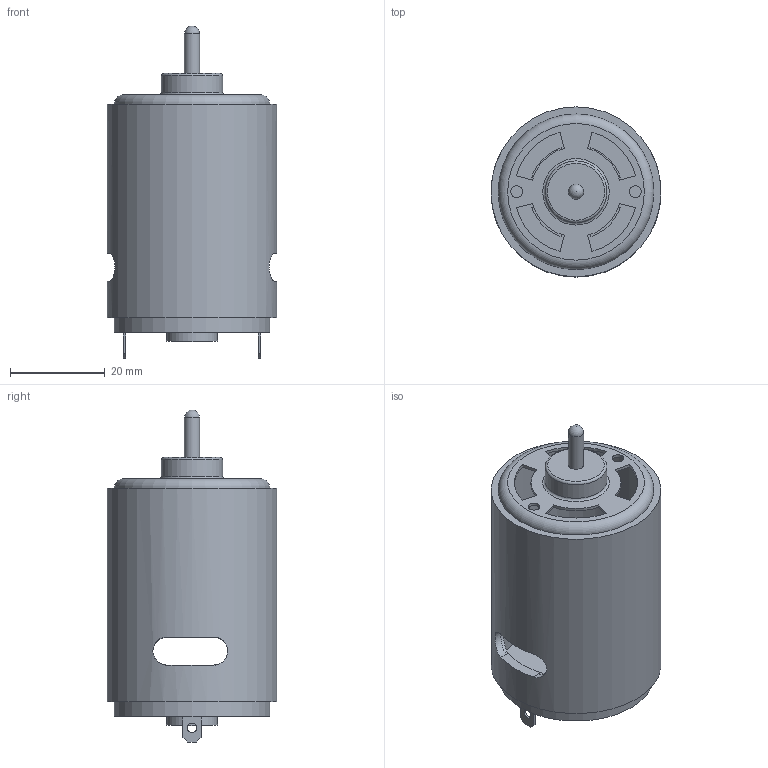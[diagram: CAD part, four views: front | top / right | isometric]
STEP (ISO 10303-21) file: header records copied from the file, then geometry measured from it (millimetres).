
FILE_DESCRIPTION(/* description */ ('Motor - BaneBots RS-540'),/* implementation_level */ '2;1');
FILE_NAME(/* name */ 'MOT_BaneBots_RS-540.ipt.step',/* time_stamp */ '2015-01-02T19:26:20-08:00',/* author */ ('Autodesk, Inc.'),/* organization */ ('Autodesk, Inc.'),/* preprocessor_version */ 'ST-DEVELOPER v15.6',/* originating_system */ 'Autodesk Inventor 2015',/* authorisation */ '');
FILE_SCHEMA (('AUTOMOTIVE_DESIGN { 1 0 10303 214 3 1 1 }'));
Length unit declared in the file: millimetre
Products named in the file (1): MOT_BaneBots_RS-540
Bounding box: 35.8 x 35.8 x 69.95 mm (x, y, z)
Volume: 11989 mm3; surface area: 14018.8 mm2
Topology: 1 solids, 1 shells, 93 faces, 234 edges, 157 vertices
Faces by surface type: plane 50, cylinder 34, bspline 4, torus 4, sphere 1
Full cylindrical faces by diameter (mm): 2 x2, 2.5 x2, 3.2 x2, 6.9 x1, 10.75 x1, 13 x1, 24 x1, 31.56 x2, 32.8 x1, 35.8 x1
Entity records: 3009 total; most frequent: CARTESIAN_POINT 800, DIRECTION 442, ORIENTED_EDGE 402, EDGE_CURVE 201, AXIS2_PLACEMENT_3D 163, EDGE_LOOP 146, VERTEX_POINT 145, LINE 116
